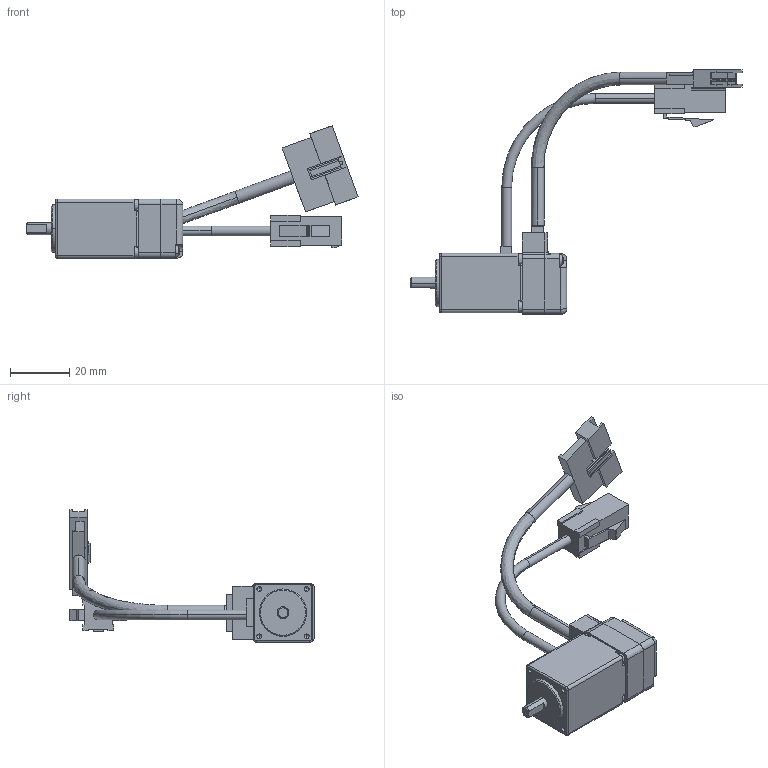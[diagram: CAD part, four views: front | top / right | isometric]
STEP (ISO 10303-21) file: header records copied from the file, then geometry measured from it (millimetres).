
FILE_DESCRIPTION (( 'STEP AP203' ), '1' );
FILE_NAME ('P11-MO-020-01-R01.STEP', '2015-06-29T03:42:53', ( '' ), ( '' ), 'SwSTEP 2.0', 'SolidWorks 2013', '' );
FILE_SCHEMA (( 'CONFIG_CONTROL_DESIGN' ));
Length unit declared in the file: millimetre
Products named in the file (9): 20阿 浚内歹 纳捞喉急_钎霖; 20陝 賅攪瞪錳摹_ル遽; M41-EC-020-02-R00_ル遽; round cross head screw_ks_KS 1023 RC - M2.3 x 8-N; M11-MO-020-01-R01; 葆斜啻す 縛囀渦_ル遽; P11-MO-020-01-R01; 20陝 PCB_ル遽; M41-EC-020-01-R00_ル遽
Assembly tree (9 placements, depth 2):
  P11-MO-020-01-R01
    M41-EC-020-01-R00_ル遽
    20阿 浚内歹 纳捞喉急_钎霖
    20陝 賅攪瞪錳摹_ル遽
    round cross head screw_ks_KS 1023 RC - M2.3 x 8-N  x2
    葆斜啻す 縛囀渦_ル遽
    20陝 PCB_ル遽
    M41-EC-020-02-R00_ル遽
    M11-MO-020-01-R01
Bounding box: 112.19 x 82.7 x 44.79 mm (x, y, z)
Volume: 21116.9 mm3; surface area: 16893.3 mm2
Topology: 9 solids, 9 shells, 713 faces, 1829 edges, 1162 vertices
Faces by surface type: plane 392, cylinder 211, cone 65, bspline 29, torus 14, sphere 2
Entity records: 22899 total; most frequent: CARTESIAN_POINT 5459, ORIENTED_EDGE 3446, DIRECTION 3393, EDGE_CURVE 1723, AXIS2_PLACEMENT_3D 1151, VERTEX_POINT 1117, LINE 1091, VECTOR 1091
